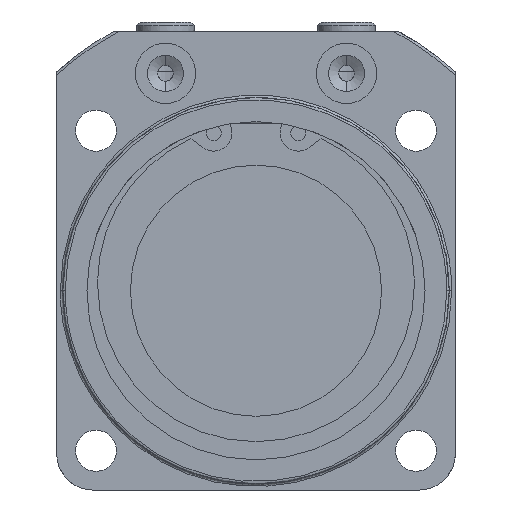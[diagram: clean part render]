
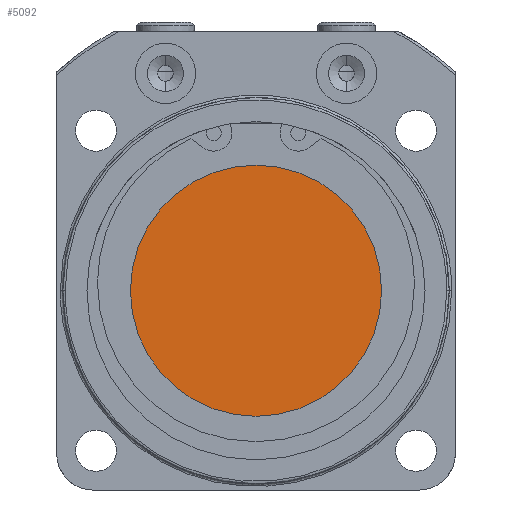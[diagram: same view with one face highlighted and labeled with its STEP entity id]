
A CAD part, front view. The second image highlights one B-rep face of the part: STEP entity #5092.
In plain terms, the highlighted planar face has unit normal (0, -1, 0).
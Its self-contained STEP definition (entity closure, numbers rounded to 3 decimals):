
#559 = CARTESIAN_POINT ( 'NONE',  ( -20.8, -108.2, 0. ) ) ;
#560 = CARTESIAN_POINT ( 'NONE',  ( 20.8, -108.2, 0. ) ) ;
#1580 = EDGE_CURVE ( 'NONE', #7789, #7788, #12150, .T. ) ;
#2232 = CARTESIAN_POINT ( 'NONE',  ( 0., -108.2, 0. ) ) ;
#2233 = DIRECTION ( 'NONE',  ( 0., 1., 0. ) ) ;
#2234 = DIRECTION ( 'NONE',  ( 1., 0., 0. ) ) ;
#3494 = FACE_OUTER_BOUND ( 'NONE', #7183, .T. ) ;
#3996 = AXIS2_PLACEMENT_3D ( 'NONE', #8204, #8214, #8215 ) ;
#4230 = AXIS2_PLACEMENT_3D ( 'NONE', #2232, #2233, #2234 ) ;
#4970 = DIRECTION ( 'NONE',  ( 1., 0., 0. ) ) ;
#4971 = DIRECTION ( 'NONE',  ( 0., 1., 0. ) ) ;
#4972 = CARTESIAN_POINT ( 'NONE',  ( 0., -108.2, 0. ) ) ;
#5092 = ADVANCED_FACE ( 'NONE', ( #3494 ), #8211, .T. ) ;
#6022 = EDGE_CURVE ( 'NONE', #7788, #7789, #10586, .T. ) ;
#6204 = AXIS2_PLACEMENT_3D ( 'NONE', #4972, #4971, #4970 ) ;
#7183 = EDGE_LOOP ( 'NONE', ( #7429, #7428 ) ) ;
#7428 = ORIENTED_EDGE ( 'NONE', *, *, #6022, .F. ) ;
#7429 = ORIENTED_EDGE ( 'NONE', *, *, #1580, .F. ) ;
#7788 = VERTEX_POINT ( 'NONE', #559 ) ;
#7789 = VERTEX_POINT ( 'NONE', #560 ) ;
#8204 = CARTESIAN_POINT ( 'NONE',  ( 0., -108.2, 0. ) ) ;
#8211 = PLANE ( 'NONE',  #3996 ) ;
#8214 = DIRECTION ( 'NONE',  ( 0., -1., 0. ) ) ;
#8215 = DIRECTION ( 'NONE',  ( 1., 0., 0. ) ) ;
#10586 = CIRCLE ( 'NONE', #4230, 20.8 ) ;
#12150 = CIRCLE ( 'NONE', #6204, 20.8 ) ;
